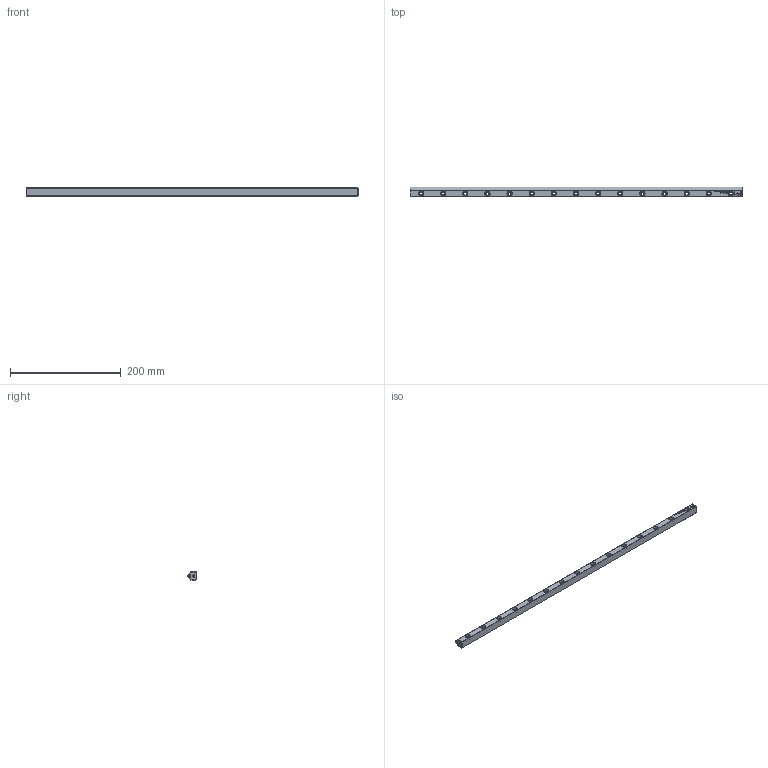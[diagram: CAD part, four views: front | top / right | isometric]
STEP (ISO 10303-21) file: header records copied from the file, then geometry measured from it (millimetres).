
FILE_DESCRIPTION(/* description */ (''),/* implementation_level */ '2;1');
FILE_NAME(/* name */ 'Rail V-3015x600.stp',/* time_stamp */ '2025-01-29T13:04:08+01:00',/* author */ (''),/* organization */ (''),/* preprocessor_version */ 'ST-DEVELOPER v16.7',/* originating_system */ 'SIEMENS PLM Software NX 12.0',/* authorisation */ '');
FILE_SCHEMA (('AUTOMOTIVE_DESIGN { 1 0 10303 214 3 1 1 1 }'));
Length unit declared in the file: millimetre
Products named in the file (1): Rail V-3015x600_step_stp
Bounding box: 600 x 17 x 15 mm (x, y, z)
Volume: 119362.6 mm3; surface area: 37460.3 mm2
Topology: 1 solids, 1 shells, 392 faces, 1003 edges, 661 vertices
Faces by surface type: plane 230, bspline 90, cone 38, cylinder 34
Full cylindrical faces by diameter (mm): 2.5 x4, 5.25 x15, 8.5 x15
Entity records: 13842 total; most frequent: CARTESIAN_POINT 3193, ORIENTED_EDGE 1824, DIRECTION 1440, EDGE_CURVE 912, VERTEX_POINT 646, LINE 630, VECTOR 630, EDGE_LOOP 542
